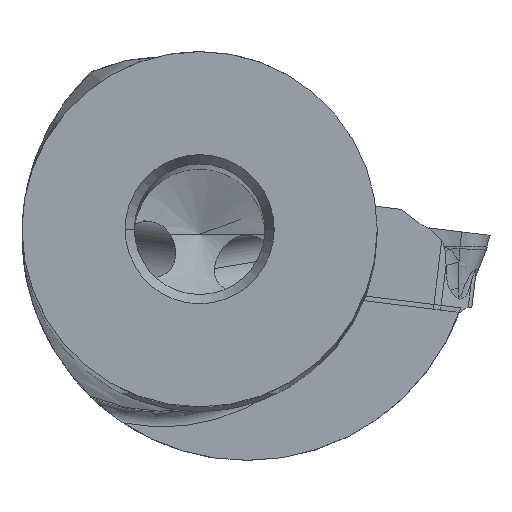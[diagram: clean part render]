
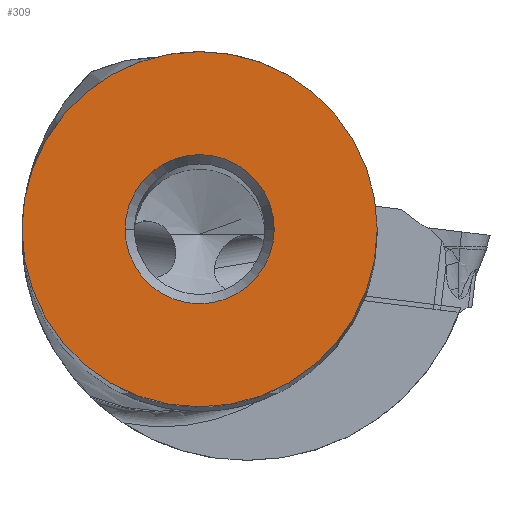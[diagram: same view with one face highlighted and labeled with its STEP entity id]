
A CAD part, top view. The second image highlights one B-rep face of the part: STEP entity #309.
In plain terms, the highlighted planar face has unit normal (0, 0, 1).
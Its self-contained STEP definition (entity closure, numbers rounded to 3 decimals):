
#42=FACE_BOUND('',#699,.T.);
#43=FACE_BOUND('',#700,.T.);
#309=ADVANCED_FACE('',(#42,#43),#405,.F.);
#405=PLANE('',#3552);
#699=EDGE_LOOP('',(#1404,#1405));
#700=EDGE_LOOP('',(#1406,#1407));
#1404=ORIENTED_EDGE('',*,*,#2421,.T.);
#1405=ORIENTED_EDGE('',*,*,#2416,.T.);
#1406=ORIENTED_EDGE('',*,*,#2422,.T.);
#1407=ORIENTED_EDGE('',*,*,#2423,.T.);
#1985=VERTEX_POINT('',#9077);
#1986=VERTEX_POINT('',#9079);
#1991=VERTEX_POINT('',#9092);
#1992=VERTEX_POINT('',#9093);
#2416=EDGE_CURVE('',#1985,#1986,#2871,.T.);
#2421=EDGE_CURVE('',#1986,#1985,#2872,.T.);
#2422=EDGE_CURVE('',#1991,#1992,#2873,.T.);
#2423=EDGE_CURVE('',#1992,#1991,#2874,.T.);
#2871=CIRCLE('',#3545,9.525);
#2872=CIRCLE('',#3549,9.525);
#2873=CIRCLE('',#3550,4.);
#2874=CIRCLE('',#3551,4.);
#3545=AXIS2_PLACEMENT_3D('',#9080,#4061,#4062);
#3549=AXIS2_PLACEMENT_3D('',#9090,#4071,#4072);
#3550=AXIS2_PLACEMENT_3D('',#9091,#4073,#4074);
#3551=AXIS2_PLACEMENT_3D('',#9094,#4075,#4076);
#3552=AXIS2_PLACEMENT_3D('',#9095,#4077,#4078);
#4061=DIRECTION('',(0.,0.,1.));
#4062=DIRECTION('',(-1.,0.,0.));
#4071=DIRECTION('',(0.,0.,1.));
#4072=DIRECTION('',(1.,0.,0.));
#4073=DIRECTION('',(0.,0.,-1.));
#4074=DIRECTION('',(1.,0.,0.));
#4075=DIRECTION('',(0.,0.,-1.));
#4076=DIRECTION('',(-1.,0.,0.));
#4077=DIRECTION('',(0.,0.,-1.));
#4078=DIRECTION('',(1.,0.,0.));
#9077=CARTESIAN_POINT('',(-9.525,0.,0.));
#9079=CARTESIAN_POINT('',(9.525,0.,0.));
#9080=CARTESIAN_POINT('',(0.,0.,0.));
#9090=CARTESIAN_POINT('',(0.,0.,0.));
#9091=CARTESIAN_POINT('',(0.,0.,0.));
#9092=CARTESIAN_POINT('',(4.,0.,0.));
#9093=CARTESIAN_POINT('',(-4.,0.,0.));
#9094=CARTESIAN_POINT('',(0.,0.,0.));
#9095=CARTESIAN_POINT('',(0.,0.,0.));
